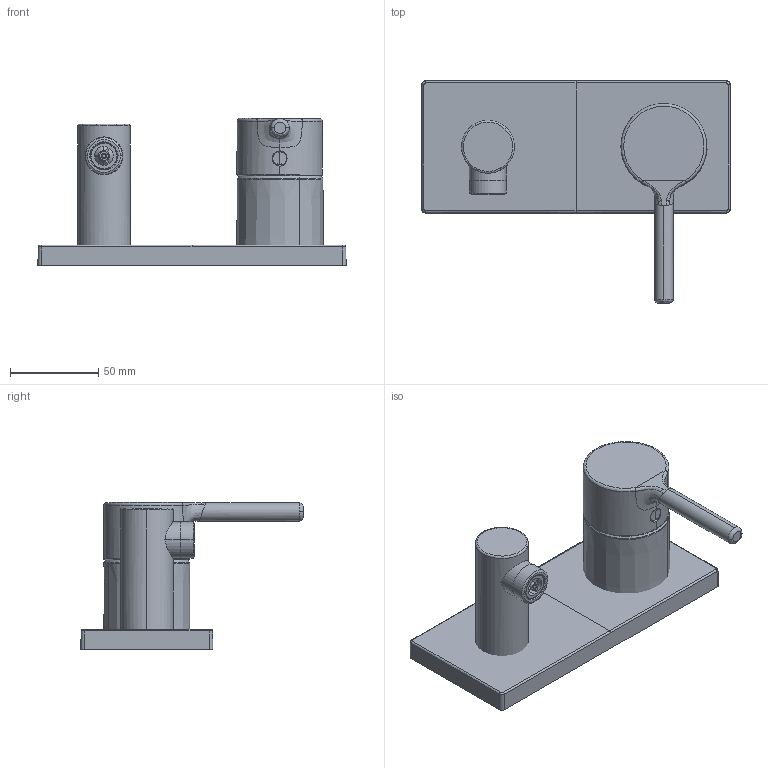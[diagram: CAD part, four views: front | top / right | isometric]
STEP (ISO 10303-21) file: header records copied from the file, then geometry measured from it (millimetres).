
FILE_DESCRIPTION (( 'STEP AP203' ), '1' );
FILE_NAME ('54819007(2022).STEP', '2022-10-27T11:48:36', ( '' ), ( '' ), 'SwSTEP 2.0', 'SolidWorks 2016', '' );
FILE_SCHEMA (( 'CONFIG_CONTROL_DESIGN' ));
Length unit declared in the file: millimetre
Products named in the file (1): 54819007(2022)
Bounding box: 175 x 126.26 x 83.56 mm (x, y, z)
Surface area: 71521 mm2 (no closed solid volume)
Topology: 0 solids, 7 shells, 485 faces, 1168 edges, 686 vertices
Faces by surface type: bspline 276, cylinder 102, plane 80, cone 23, sphere 2, torus 2
Entity records: 24296 total; most frequent: CARTESIAN_POINT 15123, ORIENTED_EDGE 2296, DIRECTION 1371, EDGE_CURVE 1149, VERTEX_POINT 686, AXIS2_PLACEMENT_3D 566, EDGE_LOOP 504, FACE_OUTER_BOUND 485
